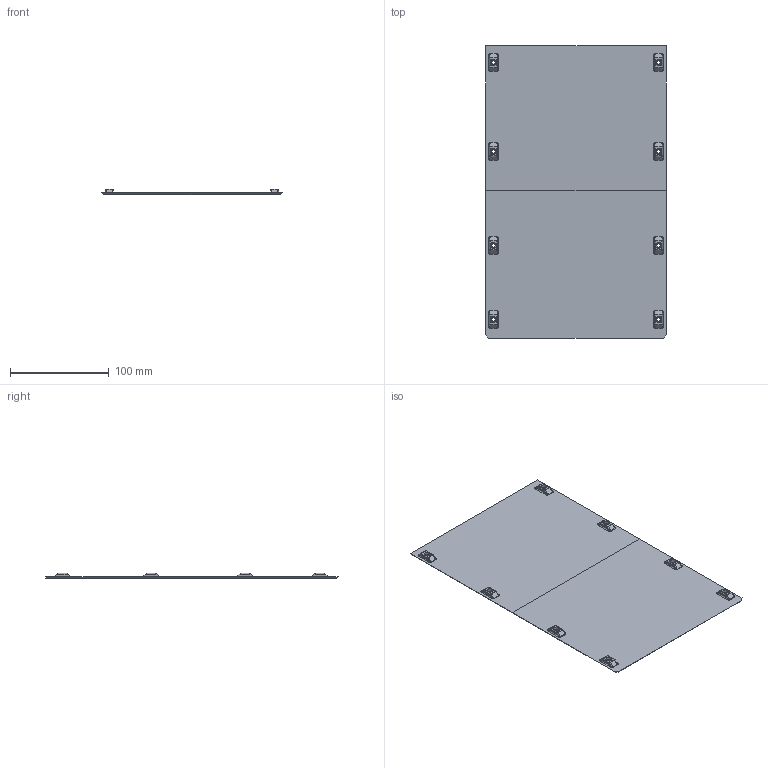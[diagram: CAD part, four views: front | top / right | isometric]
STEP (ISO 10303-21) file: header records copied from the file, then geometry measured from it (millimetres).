
FILE_DESCRIPTION(/* description */ (''),/* implementation_level */ '2;1');
FILE_NAME(/* name */ 'Bottom Panel Template V3.step',/* time_stamp */ '2023-10-10T03:06:59-05:00',/* author */ (''),/* organization */ (''),/* preprocessor_version */ 'ST-DEVELOPER v20',/* originating_system */ 'Autodesk Translation Framework v12.14.0.127',/* authorisation */ '');
FILE_SCHEMA (('AUTOMOTIVE_DESIGN { 1 0 10303 214 3 1 1 }'));
Length unit declared in the file: millimetre
Products named in the file (4): Bottom Panel Template V3; Bottom Panel - Unified; Bottom Panel - Front; Bottom Panel - Rear
Assembly tree (3 placements, depth 2):
  Bottom Panel Template V3
    Bottom Panel - Unified
    Bottom Panel - Front
    Bottom Panel - Rear
Bounding box: 182.6 x 295.6 x 6 mm (x, y, z)
Volume: 218081.8 mm3; surface area: 221397.4 mm2
Topology: 3 solids, 3 shells, 486 faces, 1024 edges, 560 vertices
Faces by surface type: cylinder 224, plane 134, bspline 64, sphere 64
Full cylindrical faces by diameter (mm): 3.6 x16, 6 x16
Entity records: 14497 total; most frequent: CARTESIAN_POINT 3833, DIRECTION 2410, ORIENTED_EDGE 2048, EDGE_CURVE 1024, AXIS2_PLACEMENT_3D 957, VERTEX_POINT 560, EDGE_LOOP 534, LINE 496
